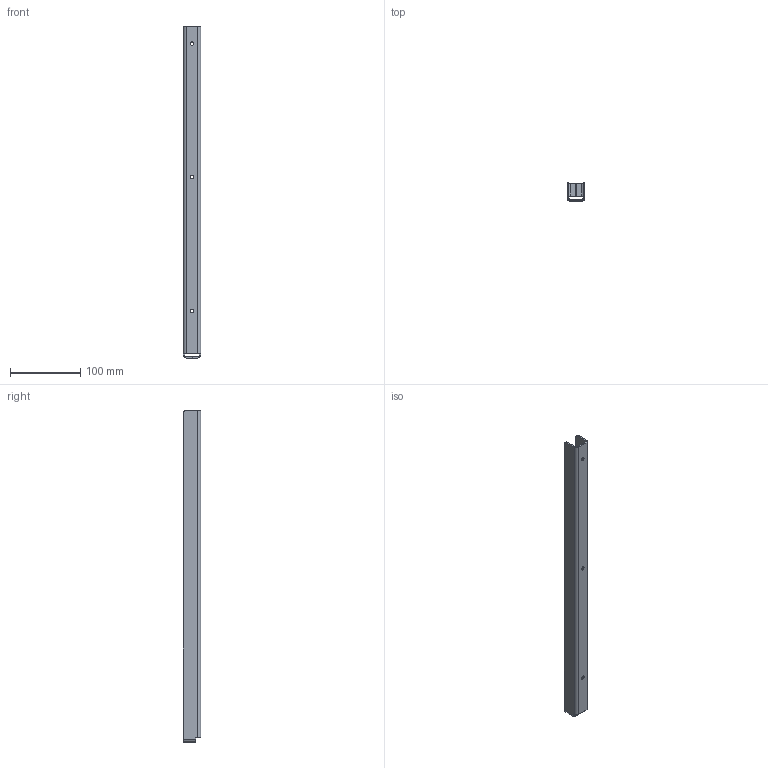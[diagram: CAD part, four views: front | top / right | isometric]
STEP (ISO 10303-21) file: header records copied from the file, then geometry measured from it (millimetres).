
FILE_DESCRIPTION(/* description */ ('U profiel voor Topslide 472mm'),/* implementation_level */ '2;1');
FILE_NAME(/* name */ '1556438.stp',/* time_stamp */ '2022-01-21T11:13:36+01:00',/* author */ ('r.cornelissen'),/* organization */ (''),/* preprocessor_version */ 'ST-DEVELOPER v18.1',/* originating_system */ 'Autodesk Inventor 2022',/* authorisation */ '');
FILE_SCHEMA (('AUTOMOTIVE_DESIGN { 1 0 10303 214 3 1 1 }'));
Length unit declared in the file: millimetre
Products named in the file (1): 556-438
Bounding box: 25 x 25 x 472 mm (x, y, z)
Volume: 64626.2 mm3; surface area: 66966.1 mm2
Topology: 1 solids, 1 shells, 53 faces, 121 edges, 70 vertices
Faces by surface type: plane 34, cylinder 19
Full cylindrical faces by diameter (mm): 5 x3
Entity records: 1512 total; most frequent: DIRECTION 267, CARTESIAN_POINT 245, ORIENTED_EDGE 242, EDGE_CURVE 121, AXIS2_PLACEMENT_3D 92, LINE 83, VECTOR 83, VERTEX_POINT 70
